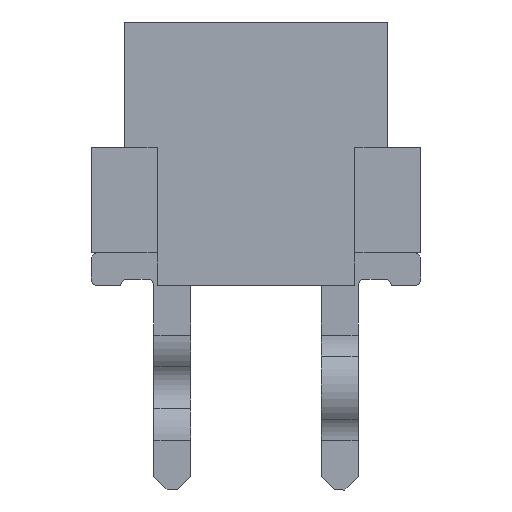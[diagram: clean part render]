
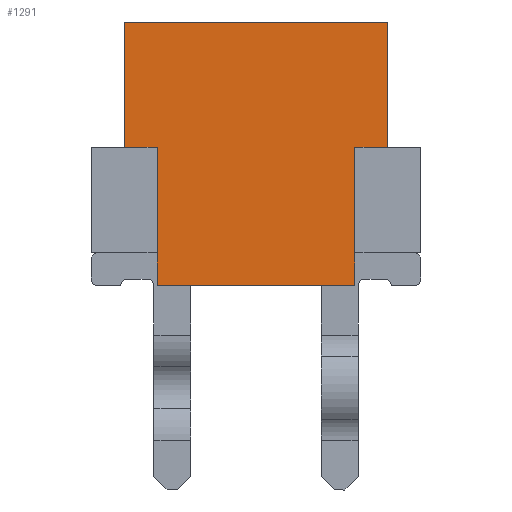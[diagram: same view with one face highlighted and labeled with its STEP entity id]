
A CAD part, left-side view. The second image highlights one B-rep face of the part: STEP entity #1291.
In plain terms, the highlighted planar face has unit normal (-1, 0, 0).
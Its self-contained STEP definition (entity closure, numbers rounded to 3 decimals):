
#1291 = ADVANCED_FACE( '', ( #2640 ), #2641, .F. );
#2640 = FACE_OUTER_BOUND( '', #4052, .T. );
#2641 = PLANE( '', #4053 );
#4052 = EDGE_LOOP( '', ( #7757, #7758, #7759, #7760, #7761, #7762, #7763, #7764, #7765, #7766 ) );
#4053 = AXIS2_PLACEMENT_3D( '', #7767, #7768, #7769 );
#7757 = ORIENTED_EDGE( '', *, *, #10469, .F. );
#7758 = ORIENTED_EDGE( '', *, *, #10312, .F. );
#7759 = ORIENTED_EDGE( '', *, *, #9782, .F. );
#7760 = ORIENTED_EDGE( '', *, *, #10401, .F. );
#7761 = ORIENTED_EDGE( '', *, *, #9180, .F. );
#7762 = ORIENTED_EDGE( '', *, *, #10220, .F. );
#7763 = ORIENTED_EDGE( '', *, *, #9713, .F. );
#7764 = ORIENTED_EDGE( '', *, *, #9196, .F. );
#7765 = ORIENTED_EDGE( '', *, *, #9173, .F. );
#7766 = ORIENTED_EDGE( '', *, *, #10462, .F. );
#7767 = CARTESIAN_POINT( '', ( -9.155, 0., 0. ) );
#7768 = DIRECTION( '', ( 1., 0., 0. ) );
#7769 = DIRECTION( '', ( 0., 0., -1. ) );
#9173 = EDGE_CURVE( '', #11177, #11165, #11179, .T. );
#9180 = EDGE_CURVE( '', #11189, #11190, #11191, .T. );
#9196 = EDGE_CURVE( '', #11165, #10972, #11216, .T. );
#9713 = EDGE_CURVE( '', #10972, #12063, #12064, .T. );
#9782 = EDGE_CURVE( '', #12164, #12165, #12166, .T. );
#10220 = EDGE_CURVE( '', #12063, #11189, #12781, .T. );
#10312 = EDGE_CURVE( '', #12165, #12898, #12899, .T. );
#10401 = EDGE_CURVE( '', #11190, #12164, #13010, .T. );
#10462 = EDGE_CURVE( '', #11834, #11177, #13091, .T. );
#10469 = EDGE_CURVE( '', #12898, #11834, #13099, .T. );
#10972 = VERTEX_POINT( '', #13757 );
#11165 = VERTEX_POINT( '', #14039 );
#11177 = VERTEX_POINT( '', #14057 );
#11179 = LINE( '', #14060, #14061 );
#11189 = VERTEX_POINT( '', #14075 );
#11190 = VERTEX_POINT( '', #14076 );
#11191 = LINE( '', #14077, #14078 );
#11216 = LINE( '', #14115, #14116 );
#11834 = VERTEX_POINT( '', #15022 );
#12063 = VERTEX_POINT( '', #15365 );
#12064 = LINE( '', #15366, #15367 );
#12164 = VERTEX_POINT( '', #15516 );
#12165 = VERTEX_POINT( '', #15517 );
#12166 = LINE( '', #15518, #15519 );
#12781 = LINE( '', #16441, #16442 );
#12898 = VERTEX_POINT( '', #16620 );
#12899 = LINE( '', #16621, #16622 );
#13010 = LINE( '', #16798, #16799 );
#13091 = LINE( '', #16939, #16940 );
#13099 = LINE( '', #16951, #16952 );
#13757 = CARTESIAN_POINT( '', ( -9.155, 1.5, -1.6 ) );
#14039 = CARTESIAN_POINT( '', ( -9.155, 1.5, -2.1 ) );
#14057 = CARTESIAN_POINT( '', ( -9.155, -1.5, -2.1 ) );
#14060 = CARTESIAN_POINT( '', ( -9.155, -1.5, -2.1 ) );
#14061 = VECTOR( '', #17481, 1000. );
#14075 = CARTESIAN_POINT( '', ( -9.155, 2., 0. ) );
#14076 = CARTESIAN_POINT( '', ( -9.155, 2., 1.9 ) );
#14077 = CARTESIAN_POINT( '', ( -9.155, 2., 0. ) );
#14078 = VECTOR( '', #17486, 1000. );
#14115 = CARTESIAN_POINT( '', ( -9.155, 1.5, -2.1 ) );
#14116 = VECTOR( '', #17499, 1000. );
#15022 = CARTESIAN_POINT( '', ( -9.155, -1.5, -1.6 ) );
#15365 = CARTESIAN_POINT( '', ( -9.155, 1.5, 0. ) );
#15366 = CARTESIAN_POINT( '', ( -9.155, 1.5, -2.1 ) );
#15367 = VECTOR( '', #17950, 1000. );
#15516 = CARTESIAN_POINT( '', ( -9.155, -2., 1.9 ) );
#15517 = CARTESIAN_POINT( '', ( -9.155, -2., 0. ) );
#15518 = CARTESIAN_POINT( '', ( -9.155, -2., 1.9 ) );
#15519 = VECTOR( '', #18009, 1000. );
#16441 = CARTESIAN_POINT( '', ( -9.155, 1.5, 0. ) );
#16442 = VECTOR( '', #18380, 1000. );
#16620 = CARTESIAN_POINT( '', ( -9.155, -1.5, 0. ) );
#16621 = CARTESIAN_POINT( '', ( -9.155, -2., 0. ) );
#16622 = VECTOR( '', #18442, 1000. );
#16798 = CARTESIAN_POINT( '', ( -9.155, 2., 1.9 ) );
#16799 = VECTOR( '', #18508, 1000. );
#16939 = CARTESIAN_POINT( '', ( -9.155, -1.5, 0. ) );
#16940 = VECTOR( '', #18568, 1000. );
#16951 = CARTESIAN_POINT( '', ( -9.155, -1.5, 0. ) );
#16952 = VECTOR( '', #18572, 1000. );
#17481 = DIRECTION( '', ( 0., 1., 0. ) );
#17486 = DIRECTION( '', ( 0., 0., 1. ) );
#17499 = DIRECTION( '', ( 0., 0., 1. ) );
#17950 = DIRECTION( '', ( 0., 0., 1. ) );
#18009 = DIRECTION( '', ( 0., 0., -1. ) );
#18380 = DIRECTION( '', ( 0., 1., 0. ) );
#18442 = DIRECTION( '', ( 0., 1., 0. ) );
#18508 = DIRECTION( '', ( 0., -1., 0. ) );
#18568 = DIRECTION( '', ( 0., 0., -1. ) );
#18572 = DIRECTION( '', ( 0., 0., -1. ) );
